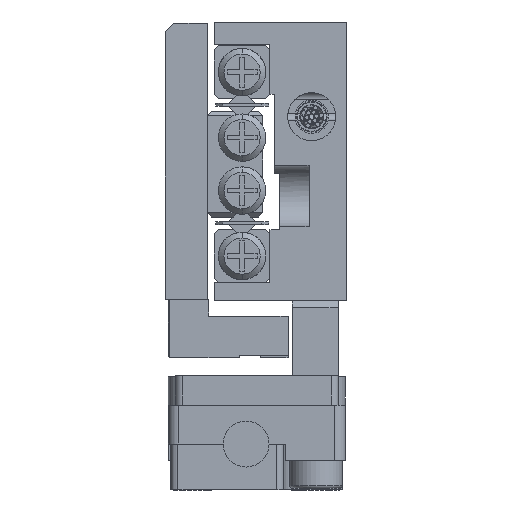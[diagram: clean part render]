
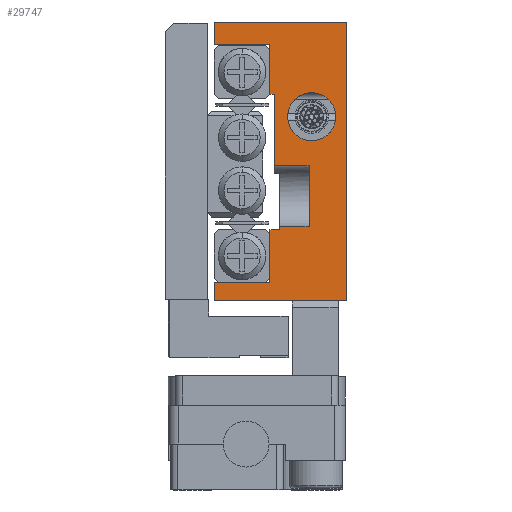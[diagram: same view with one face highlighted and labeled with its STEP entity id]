
A CAD part, left-side view. The second image highlights one B-rep face of the part: STEP entity #29747.
In plain terms, the highlighted planar face has unit normal (-1, 0, 0).
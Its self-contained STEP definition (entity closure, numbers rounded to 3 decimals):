
#128 = AXIS2_PLACEMENT_3D ( 'NONE', #23891, #1279, #38003 ) ;
#305 = VERTEX_POINT ( 'NONE', #5647 ) ;
#476 = CARTESIAN_POINT ( 'NONE',  ( -20., 5.2, 4.8 ) ) ;
#1279 = DIRECTION ( 'NONE',  ( 1., 0., 0. ) ) ;
#1378 = CIRCLE ( 'NONE', #41729, 1.727 ) ;
#1487 = CARTESIAN_POINT ( 'NONE',  ( -20., 5.5, -10. ) ) ;
#1683 = VERTEX_POINT ( 'NONE', #35079 ) ;
#1799 = ORIENTED_EDGE ( 'NONE', *, *, #38438, .T. ) ;
#1930 = VECTOR ( 'NONE', #38582, 1000. ) ;
#2097 = VERTEX_POINT ( 'NONE', #29125 ) ;
#2111 = EDGE_CURVE ( 'NONE', #47646, #31671, #2957, .T. ) ;
#2132 = VECTOR ( 'NONE', #23964, 1000. ) ;
#2957 = LINE ( 'NONE', #57275, #43517 ) ;
#3018 = VECTOR ( 'NONE', #34726, 1000. ) ;
#3115 = VERTEX_POINT ( 'NONE', #41626 ) ;
#3575 = LINE ( 'NONE', #7691, #3018 ) ;
#3857 = ORIENTED_EDGE ( 'NONE', *, *, #18261, .T. ) ;
#3987 = VERTEX_POINT ( 'NONE', #43791 ) ;
#4372 = CARTESIAN_POINT ( 'NONE',  ( -20., 5.5, -4.9 ) ) ;
#5543 = ORIENTED_EDGE ( 'NONE', *, *, #13635, .F. ) ;
#5590 = VECTOR ( 'NONE', #50720, 1000. ) ;
#5647 = CARTESIAN_POINT ( 'NONE',  ( -20., 9.5, -10. ) ) ;
#6041 = LINE ( 'NONE', #41010, #2132 ) ;
#6180 = LINE ( 'NONE', #28233, #16144 ) ;
#6726 = VECTOR ( 'NONE', #37403, 1000. ) ;
#7371 = LINE ( 'NONE', #43508, #50188 ) ;
#7391 = LINE ( 'NONE', #25300, #52823 ) ;
#7691 = CARTESIAN_POINT ( 'NONE',  ( -20., -2.141, -0.3 ) ) ;
#8366 = LINE ( 'NONE', #49752, #51783 ) ;
#8753 = EDGE_LOOP ( 'NONE', ( #9767, #27843 ) ) ;
#8863 = AXIS2_PLACEMENT_3D ( 'NONE', #24423, #19178, #14496 ) ;
#8950 = LINE ( 'NONE', #16877, #53300 ) ;
#9533 = DIRECTION ( 'NONE',  ( 0., 0., -1. ) ) ;
#9767 = ORIENTED_EDGE ( 'NONE', *, *, #56099, .F. ) ;
#10172 = VECTOR ( 'NONE', #21073, 1000. ) ;
#10635 = DIRECTION ( 'NONE',  ( 0., 0., 1. ) ) ;
#11167 = EDGE_CURVE ( 'NONE', #32818, #3987, #54994, .T. ) ;
#11333 = EDGE_CURVE ( 'NONE', #33542, #47308, #3575, .T. ) ;
#11782 = DIRECTION ( 'NONE',  ( 0., 1., 0. ) ) ;
#11828 = CARTESIAN_POINT ( 'NONE',  ( -20., 4.8, -10. ) ) ;
#12182 = VERTEX_POINT ( 'NONE', #476 ) ;
#13635 = EDGE_CURVE ( 'NONE', #47308, #12182, #25008, .T. ) ;
#14268 = CARTESIAN_POINT ( 'NONE',  ( -20., 2.692, -0.3 ) ) ;
#14456 = CARTESIAN_POINT ( 'NONE',  ( -20., 5.5, 4.8 ) ) ;
#14496 = DIRECTION ( 'NONE',  ( 0., 0., 1. ) ) ;
#14627 = CARTESIAN_POINT ( 'NONE',  ( -20., 5.5, -10. ) ) ;
#15771 = VERTEX_POINT ( 'NONE', #14456 ) ;
#16144 = VECTOR ( 'NONE', #19993, 1000. ) ;
#16499 = DIRECTION ( 'NONE',  ( 0., 1., 0. ) ) ;
#16877 = CARTESIAN_POINT ( 'NONE',  ( -20., 2.692, -10. ) ) ;
#17022 = CARTESIAN_POINT ( 'NONE',  ( -20., 5.5, -10. ) ) ;
#17335 = DIRECTION ( 'NONE',  ( 0., 0., 1. ) ) ;
#18261 = EDGE_CURVE ( 'NONE', #3115, #3987, #20949, .T. ) ;
#18683 = ORIENTED_EDGE ( 'NONE', *, *, #2111, .T. ) ;
#19178 = DIRECTION ( 'NONE',  ( -1., 0., 0. ) ) ;
#19993 = DIRECTION ( 'NONE',  ( 0., 1., 0. ) ) ;
#20342 = CARTESIAN_POINT ( 'NONE',  ( -20., 5.5, 10. ) ) ;
#20645 = CARTESIAN_POINT ( 'NONE',  ( -20., 0., -10. ) ) ;
#20949 = LINE ( 'NONE', #20645, #1930 ) ;
#21073 = DIRECTION ( 'NONE',  ( 0., 0., -1. ) ) ;
#21352 = CARTESIAN_POINT ( 'NONE',  ( -20., 9.5, -10. ) ) ;
#21491 = DIRECTION ( 'NONE',  ( 0., -1., 0. ) ) ;
#22205 = ORIENTED_EDGE ( 'NONE', *, *, #26803, .T. ) ;
#23885 = EDGE_CURVE ( 'NONE', #33467, #2097, #55708, .T. ) ;
#23891 = CARTESIAN_POINT ( 'NONE',  ( -20., 5.5, -10. ) ) ;
#23964 = DIRECTION ( 'NONE',  ( 0., -1., 0. ) ) ;
#24423 = CARTESIAN_POINT ( 'NONE',  ( -20., 2.5, 3.2 ) ) ;
#24640 = VECTOR ( 'NONE', #28224, 1000. ) ;
#24989 = VECTOR ( 'NONE', #10635, 1000. ) ;
#25008 = LINE ( 'NONE', #32963, #24989 ) ;
#25300 = CARTESIAN_POINT ( 'NONE',  ( -20., 5.5, 8.4 ) ) ;
#25763 = LINE ( 'NONE', #21352, #10172 ) ;
#26041 = ORIENTED_EDGE ( 'NONE', *, *, #30329, .T. ) ;
#26803 = EDGE_CURVE ( 'NONE', #1683, #305, #25763, .T. ) ;
#27157 = EDGE_LOOP ( 'NONE', ( #55236, #18683, #50711, #31813, #31828, #26041, #22205, #50222, #3857, #56363, #1799, #40610, #56334, #57343, #5543, #56480 ) ) ;
#27456 = EDGE_CURVE ( 'NONE', #33542, #47646, #8950, .T. ) ;
#27485 = CARTESIAN_POINT ( 'NONE',  ( -20., 2.5, 1.473 ) ) ;
#27843 = ORIENTED_EDGE ( 'NONE', *, *, #23885, .F. ) ;
#28224 = DIRECTION ( 'NONE',  ( 0., -1., 0. ) ) ;
#28233 = CARTESIAN_POINT ( 'NONE',  ( -20., 5.5, -8.7 ) ) ;
#28882 = PLANE ( 'NONE',  #128 ) ;
#28937 = VERTEX_POINT ( 'NONE', #4372 ) ;
#29125 = CARTESIAN_POINT ( 'NONE',  ( -20., 2.5, 4.927 ) ) ;
#29246 = CARTESIAN_POINT ( 'NONE',  ( -20., 4.8, -4.7 ) ) ;
#29747 = ADVANCED_FACE ( 'NONE', ( #46206, #42371 ), #28882, .F. ) ;
#29762 = DIRECTION ( 'NONE',  ( 0., 0., -1. ) ) ;
#30329 = EDGE_CURVE ( 'NONE', #47111, #1683, #6180, .T. ) ;
#31516 = CARTESIAN_POINT ( 'NONE',  ( -20., 9.5, 8.4 ) ) ;
#31592 = EDGE_CURVE ( 'NONE', #28937, #55788, #6041, .T. ) ;
#31671 = VERTEX_POINT ( 'NONE', #29246 ) ;
#31813 = ORIENTED_EDGE ( 'NONE', *, *, #31592, .F. ) ;
#31828 = ORIENTED_EDGE ( 'NONE', *, *, #47083, .F. ) ;
#32818 = VERTEX_POINT ( 'NONE', #49310 ) ;
#32963 = CARTESIAN_POINT ( 'NONE',  ( -20., 5.2, 4.8 ) ) ;
#33467 = VERTEX_POINT ( 'NONE', #27485 ) ;
#33542 = VERTEX_POINT ( 'NONE', #14268 ) ;
#34144 = CARTESIAN_POINT ( 'NONE',  ( -20., 2.5, 3.2 ) ) ;
#34364 = EDGE_CURVE ( 'NONE', #51955, #50368, #7391, .T. ) ;
#34726 = DIRECTION ( 'NONE',  ( 0., 1., 0. ) ) ;
#34814 = DIRECTION ( 'NONE',  ( 0., 0., -1. ) ) ;
#35075 = VECTOR ( 'NONE', #29762, 1000. ) ;
#35079 = CARTESIAN_POINT ( 'NONE',  ( -20., 9.5, -8.7 ) ) ;
#37403 = DIRECTION ( 'NONE',  ( 0., -1., 0. ) ) ;
#38003 = DIRECTION ( 'NONE',  ( 0., 0., -1. ) ) ;
#38438 = EDGE_CURVE ( 'NONE', #32818, #51955, #8366, .T. ) ;
#38582 = DIRECTION ( 'NONE',  ( 0., 0., 1. ) ) ;
#38746 = VECTOR ( 'NONE', #17335, 1000. ) ;
#38835 = DIRECTION ( 'NONE',  ( -1., 0., 0. ) ) ;
#39355 = LINE ( 'NONE', #17022, #38746 ) ;
#40610 = ORIENTED_EDGE ( 'NONE', *, *, #34364, .T. ) ;
#41010 = CARTESIAN_POINT ( 'NONE',  ( -20., 5.5, -4.9 ) ) ;
#41596 = CARTESIAN_POINT ( 'NONE',  ( -20., 2.692, -4.7 ) ) ;
#41626 = CARTESIAN_POINT ( 'NONE',  ( -20., 0., -10. ) ) ;
#41729 = AXIS2_PLACEMENT_3D ( 'NONE', #34144, #38835, #47621 ) ;
#41774 = CARTESIAN_POINT ( 'NONE',  ( -20., 4.8, -4.9 ) ) ;
#42371 = FACE_OUTER_BOUND ( 'NONE', #27157, .T. ) ;
#43508 = CARTESIAN_POINT ( 'NONE',  ( -20., 5.5, 4.8 ) ) ;
#43517 = VECTOR ( 'NONE', #11782, 1000. ) ;
#43578 = EDGE_CURVE ( 'NONE', #15771, #50368, #50438, .T. ) ;
#43791 = CARTESIAN_POINT ( 'NONE',  ( -20., 0., 10. ) ) ;
#46206 = FACE_BOUND ( 'NONE', #8753, .T. ) ;
#47083 = EDGE_CURVE ( 'NONE', #47111, #28937, #39355, .T. ) ;
#47111 = VERTEX_POINT ( 'NONE', #49027 ) ;
#47308 = VERTEX_POINT ( 'NONE', #49880 ) ;
#47621 = DIRECTION ( 'NONE',  ( 0., 0., 1. ) ) ;
#47646 = VERTEX_POINT ( 'NONE', #41596 ) ;
#48245 = CARTESIAN_POINT ( 'NONE',  ( -20., 5.5, 8.4 ) ) ;
#49027 = CARTESIAN_POINT ( 'NONE',  ( -20., 5.5, -8.7 ) ) ;
#49310 = CARTESIAN_POINT ( 'NONE',  ( -20., 9.5, 10. ) ) ;
#49752 = CARTESIAN_POINT ( 'NONE',  ( -20., 9.5, 10. ) ) ;
#49880 = CARTESIAN_POINT ( 'NONE',  ( -20., 5.2, -0.3 ) ) ;
#50128 = EDGE_CURVE ( 'NONE', #31671, #55788, #52073, .T. ) ;
#50188 = VECTOR ( 'NONE', #16499, 1000. ) ;
#50222 = ORIENTED_EDGE ( 'NONE', *, *, #52925, .T. ) ;
#50368 = VERTEX_POINT ( 'NONE', #48245 ) ;
#50438 = LINE ( 'NONE', #14627, #5590 ) ;
#50529 = LINE ( 'NONE', #1487, #24640 ) ;
#50711 = ORIENTED_EDGE ( 'NONE', *, *, #50128, .T. ) ;
#50720 = DIRECTION ( 'NONE',  ( 0., 0., 1. ) ) ;
#51783 = VECTOR ( 'NONE', #9533, 1000. ) ;
#51955 = VERTEX_POINT ( 'NONE', #31516 ) ;
#52073 = LINE ( 'NONE', #11828, #35075 ) ;
#52823 = VECTOR ( 'NONE', #21491, 1000. ) ;
#52925 = EDGE_CURVE ( 'NONE', #305, #3115, #50529, .T. ) ;
#53300 = VECTOR ( 'NONE', #34814, 1000. ) ;
#54994 = LINE ( 'NONE', #20342, #6726 ) ;
#55236 = ORIENTED_EDGE ( 'NONE', *, *, #27456, .T. ) ;
#55708 = CIRCLE ( 'NONE', #8863, 1.727 ) ;
#55788 = VERTEX_POINT ( 'NONE', #41774 ) ;
#55980 = EDGE_CURVE ( 'NONE', #12182, #15771, #7371, .T. ) ;
#56099 = EDGE_CURVE ( 'NONE', #2097, #33467, #1378, .T. ) ;
#56334 = ORIENTED_EDGE ( 'NONE', *, *, #43578, .F. ) ;
#56363 = ORIENTED_EDGE ( 'NONE', *, *, #11167, .F. ) ;
#56480 = ORIENTED_EDGE ( 'NONE', *, *, #11333, .F. ) ;
#57275 = CARTESIAN_POINT ( 'NONE',  ( -20., -2.141, -4.7 ) ) ;
#57343 = ORIENTED_EDGE ( 'NONE', *, *, #55980, .F. ) ;
